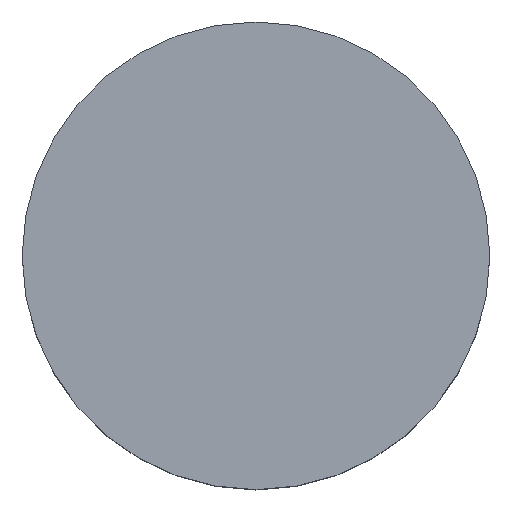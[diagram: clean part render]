
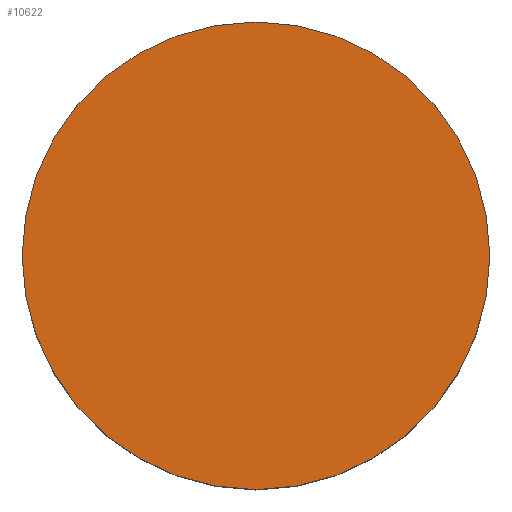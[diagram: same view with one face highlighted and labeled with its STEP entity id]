
A CAD part, top view. The second image highlights one B-rep face of the part: STEP entity #10622.
In plain terms, the highlighted planar face has unit normal (0, 0, 1).
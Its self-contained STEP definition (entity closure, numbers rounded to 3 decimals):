
#1732 = FACE_OUTER_BOUND ( 'NONE', #2434, .T. ) ;
#2434 = EDGE_LOOP ( 'NONE', ( #3748, #3747 ) ) ;
#3658 = VERTEX_POINT ( 'NONE', #6840 ) ;
#3687 = VERTEX_POINT ( 'NONE', #6803 ) ;
#3747 = ORIENTED_EDGE ( 'NONE', *, *, #8009, .T. ) ;
#3748 = ORIENTED_EDGE ( 'NONE', *, *, #8254, .T. ) ;
#4430 = CIRCLE ( 'NONE', #5548, 0.9 ) ;
#4754 = CIRCLE ( 'NONE', #5614, 0.9 ) ;
#5157 = CARTESIAN_POINT ( 'NONE',  ( 0., 0., 0. ) ) ;
#5158 = DIRECTION ( 'NONE',  ( 0., 0., 1. ) ) ;
#5159 = DIRECTION ( 'NONE',  ( 1., 0., 0. ) ) ;
#5441 = CARTESIAN_POINT ( 'NONE',  ( 0., 0., 0. ) ) ;
#5442 = DIRECTION ( 'NONE',  ( 0., 0., 1. ) ) ;
#5443 = DIRECTION ( 'NONE',  ( 1., 0., 0. ) ) ;
#5548 = AXIS2_PLACEMENT_3D ( 'NONE', #5157, #5158, #5159 ) ;
#5614 = AXIS2_PLACEMENT_3D ( 'NONE', #5441, #5442, #5443 ) ;
#5721 = AXIS2_PLACEMENT_3D ( 'NONE', #9453, #9463, #9464 ) ;
#6803 = CARTESIAN_POINT ( 'NONE',  ( -0.9, 0., 0. ) ) ;
#6840 = CARTESIAN_POINT ( 'NONE',  ( 0.9, 0., 0. ) ) ;
#8009 = EDGE_CURVE ( 'NONE', #3687, #3658, #4430, .T. ) ;
#8254 = EDGE_CURVE ( 'NONE', #3658, #3687, #4754, .T. ) ;
#9453 = CARTESIAN_POINT ( 'NONE',  ( 0., 0., 0. ) ) ;
#9460 = PLANE ( 'NONE',  #5721 ) ;
#9463 = DIRECTION ( 'NONE',  ( 0., 0., -1. ) ) ;
#9464 = DIRECTION ( 'NONE',  ( -1., 0., 0. ) ) ;
#10622 = ADVANCED_FACE ( 'NONE', ( #1732 ), #9460, .F. ) ;
